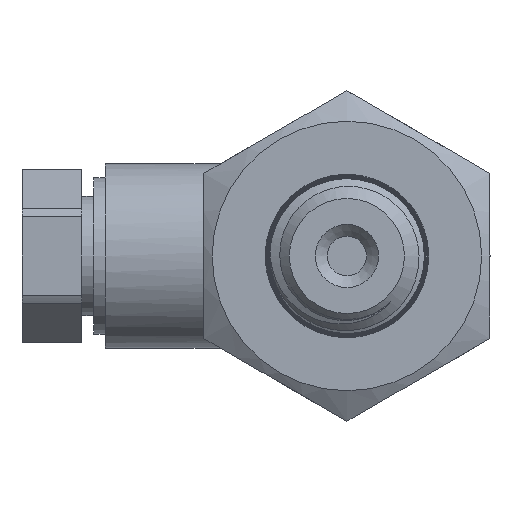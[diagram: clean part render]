
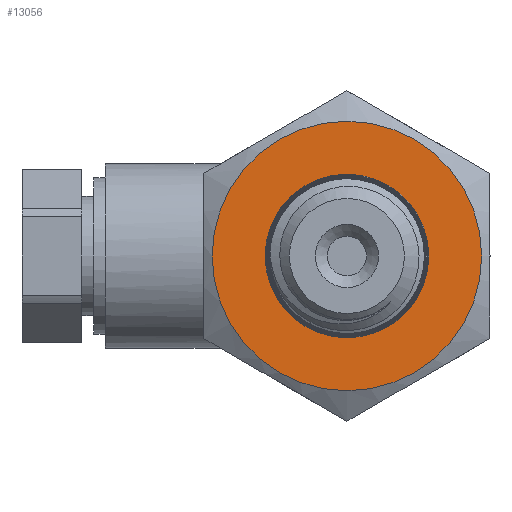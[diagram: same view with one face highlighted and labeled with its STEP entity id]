
A CAD part, left-side view. The second image highlights one B-rep face of the part: STEP entity #13056.
In plain terms, the highlighted planar face has unit normal (-1, 0, 0).
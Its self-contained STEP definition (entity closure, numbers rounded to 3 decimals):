
#99=FACE_BOUND('',#1993,.T.);
#218=PLANE('',#13692);
#1231=FACE_OUTER_BOUND('',#1992,.T.);
#1992=EDGE_LOOP('',(#10638));
#1993=EDGE_LOOP('',(#10639));
#2397=CIRCLE('',#13484,6.86);
#2498=CIRCLE('',#13683,11.3);
#5357=VERTEX_POINT('',#19009);
#5992=VERTEX_POINT('',#28208);
#6701=EDGE_CURVE('',#5357,#5357,#2397,.T.);
#7652=EDGE_CURVE('',#5992,#5992,#2498,.T.);
#10638=ORIENTED_EDGE('',*,*,#7652,.T.);
#10639=ORIENTED_EDGE('',*,*,#6701,.T.);
#13056=ADVANCED_FACE('',(#1231,#99),#218,.T.);
#13484=AXIS2_PLACEMENT_3D('',#19010,#14156,#14157);
#13683=AXIS2_PLACEMENT_3D('',#28210,#14987,#14988);
#13692=AXIS2_PLACEMENT_3D('',#28227,#15012,#15013);
#14156=DIRECTION('center_axis',(1.,0.,0.));
#14157=DIRECTION('ref_axis',(0.,0.,-1.));
#14987=DIRECTION('center_axis',(-1.,0.,0.));
#14988=DIRECTION('ref_axis',(0.,1.,0.));
#15012=DIRECTION('center_axis',(-1.,0.,0.));
#15013=DIRECTION('ref_axis',(0.,0.,1.));
#19009=CARTESIAN_POINT('',(14.,-6.86,0.));
#19010=CARTESIAN_POINT('Origin',(14.,0.,0.));
#28208=CARTESIAN_POINT('',(14.,-11.3,0.));
#28210=CARTESIAN_POINT('Origin',(14.,0.,0.));
#28227=CARTESIAN_POINT('Origin',(14.,12.,0.));
